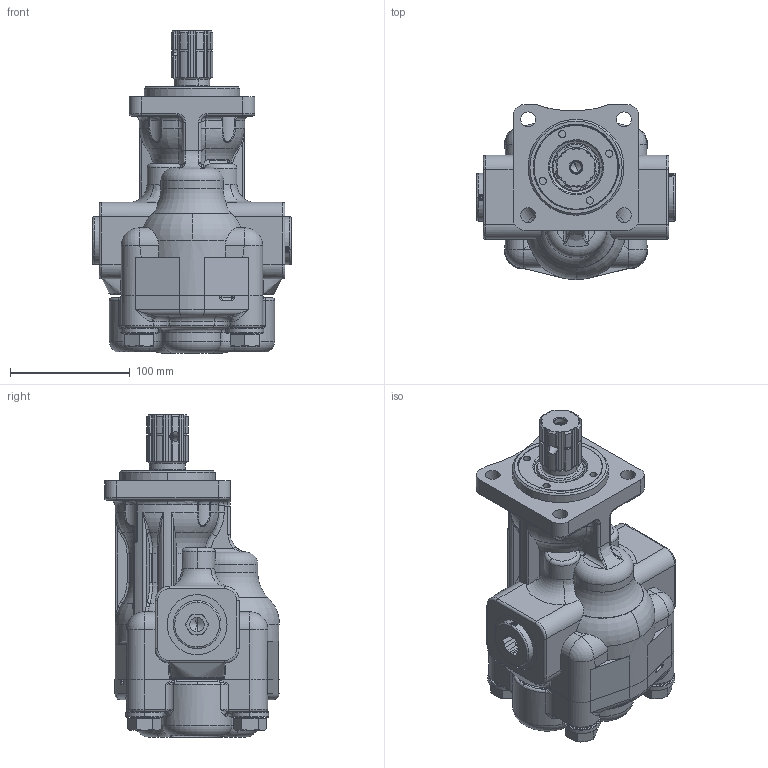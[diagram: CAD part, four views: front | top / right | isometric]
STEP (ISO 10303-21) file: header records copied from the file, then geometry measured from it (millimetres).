
FILE_DESCRIPTION (( 'STEP AP203' ), '1' );
FILE_NAME ('1182051053.STEP', '2024-03-21T08:02:08', ( 'SkyUser' ), ( 'ITSK.com' ), 'SwSTEP 2.0', 'SolidWorks 2024', '' );
FILE_SCHEMA (( 'CONFIG_CONTROL_DESIGN' ));
Products named in the file (1): 1182051053
Bounding box: 166 x 146 x 268.8 mm (x, y, z)
Volume: 2043283.6 mm3; surface area: 326105 mm2
Topology: 15 solids, 15 shells, 2033 faces, 5366 edges, 3372 vertices
Faces by surface type: cylinder 885, plane 363, bspline 334, torus 266, cone 179, sphere 6
Entity records: 147171 total; most frequent: CARTESIAN_POINT 101840, ORIENTED_EDGE 10652, DIRECTION 8379, EDGE_CURVE 5326, VERTEX_POINT 3372, AXIS2_PLACEMENT_3D 3363, EDGE_LOOP 2120, FACE_OUTER_BOUND 2033
